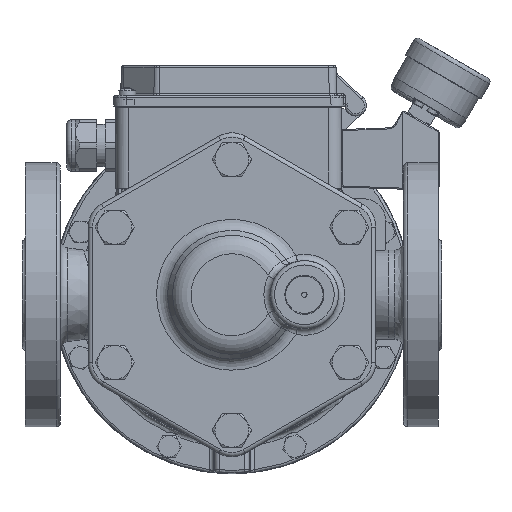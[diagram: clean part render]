
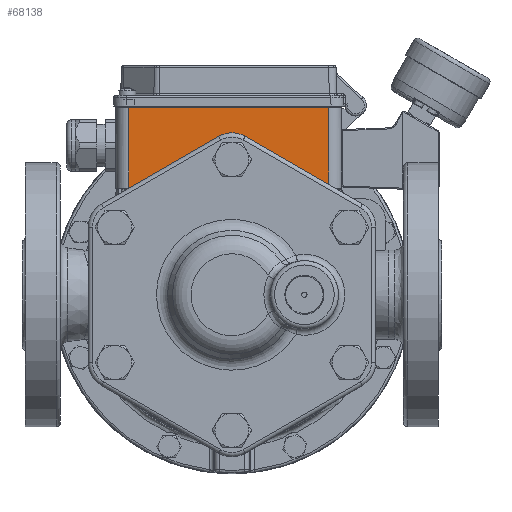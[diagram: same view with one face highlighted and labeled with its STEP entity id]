
A CAD part, front view. The second image highlights one B-rep face of the part: STEP entity #68138.
In plain terms, the highlighted planar face has unit normal (0, -1, -0.018).
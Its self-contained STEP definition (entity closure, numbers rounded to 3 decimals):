
#6820=PLANE('',#74566);
#11209=FACE_OUTER_BOUND('',#15378,.T.);
#15378=EDGE_LOOP('',(#57426,#57427,#57428,#57429));
#19632=LINE('',#139541,#23682);
#19639=LINE('',#139605,#23689);
#19640=LINE('',#139608,#23690);
#19641=LINE('',#139609,#23691);
#23682=VECTOR('',#90063,37.803);
#23689=VECTOR('',#90084,37.803);
#23690=VECTOR('',#90089,94.);
#23691=VECTOR('',#90090,94.);
#31201=VERTEX_POINT('',#139539);
#31202=VERTEX_POINT('',#139540);
#31211=VERTEX_POINT('',#139593);
#31212=VERTEX_POINT('',#139604);
#40290=EDGE_CURVE('',#31201,#31202,#19632,.T.);
#40304=EDGE_CURVE('',#31212,#31211,#19639,.T.);
#40306=EDGE_CURVE('',#31211,#31201,#19640,.T.);
#40307=EDGE_CURVE('',#31202,#31212,#19641,.T.);
#57426=ORIENTED_EDGE('',*,*,#40304,.T.);
#57427=ORIENTED_EDGE('',*,*,#40306,.T.);
#57428=ORIENTED_EDGE('',*,*,#40290,.T.);
#57429=ORIENTED_EDGE('',*,*,#40307,.T.);
#68138=ADVANCED_FACE('',(#11209),#6820,.T.);
#74566=AXIS2_PLACEMENT_3D('',#139607,#90087,#90088);
#90063=DIRECTION('',(0.,0.018,-1.));
#90084=DIRECTION('',(0.,-0.018,1.));
#90087=DIRECTION('center_axis',(0.,-1.,
-0.018));
#90088=DIRECTION('ref_axis',(0.,0.018,-1.));
#90089=DIRECTION('',(-1.,0.,0.));
#90090=DIRECTION('',(1.,0.,0.));
#139539=CARTESIAN_POINT('',(-39.404,67.694,87.846));
#139540=CARTESIAN_POINT('',(-39.404,68.387,50.05));
#139541=CARTESIAN_POINT('',(-39.404,68.387,50.05));
#139593=CARTESIAN_POINT('',(54.596,67.694,87.846));
#139604=CARTESIAN_POINT('',(54.596,68.387,50.05));
#139605=CARTESIAN_POINT('',(54.596,68.387,50.05));
#139607=CARTESIAN_POINT('Origin',(-45.404,68.387,50.05));
#139608=CARTESIAN_POINT('',(-39.404,67.694,87.846));
#139609=CARTESIAN_POINT('',(-45.404,68.387,50.05));
